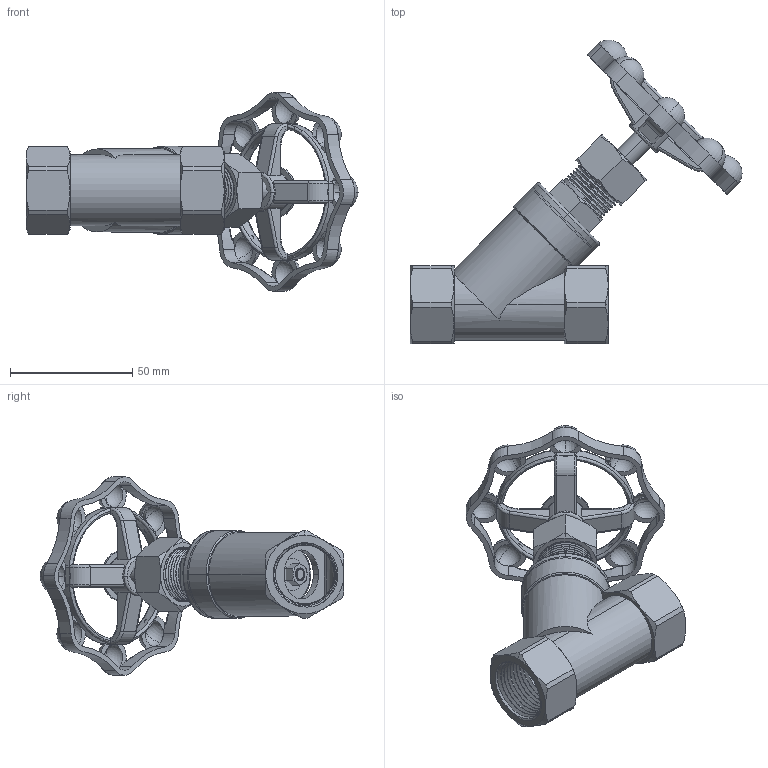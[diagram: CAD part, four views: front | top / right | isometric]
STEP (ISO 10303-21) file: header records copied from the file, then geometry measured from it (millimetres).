
FILE_DESCRIPTION (( 'STEP AP203' ), '1' );
FILE_NAME ('YGB-06.STEP', '2020-10-08T07:19:06', ( '' ), ( '' ), 'SwSTEP 2.0', 'SolidWorks 2020', '' );
FILE_SCHEMA (( 'CONFIG_CONTROL_DESIGN' ));
Length unit declared in the file: millimetre
Products named in the file (15): WA-02; TG-03; GL-02; HW-03; WA-07; TS-02; M6Nut; M5-6L; 20_6_1; PCB-06; YGBS-06; GBC-10; TD-06; YGB-06; GN-02
Assembly tree (14 placements, depth 2):
  YGB-06
    PCB-06
    TG-03
    YGBS-06
    TD-06
    GBC-10
    WA-07
    M5-6L
    WA-02
    TS-02
    GL-02
    GN-02
    HW-03
    20_6_1
    M6Nut
Bounding box: 135.71 x 124.2 x 81.08 mm (x, y, z)
Volume: 79733.5 mm3; surface area: 62003.1 mm2
Topology: 14 solids, 15 shells, 908 faces, 2432 edges, 1537 vertices
Faces by surface type: cylinder 360, plane 211, cone 153, torus 117, bspline 51, sphere 16
Entity records: 49749 total; most frequent: CARTESIAN_POINT 27430, ORIENTED_EDGE 4816, DIRECTION 3982, EDGE_CURVE 2408, AXIS2_PLACEMENT_3D 1691, VERTEX_POINT 1537, EDGE_LOOP 969, FACE_OUTER_BOUND 908
